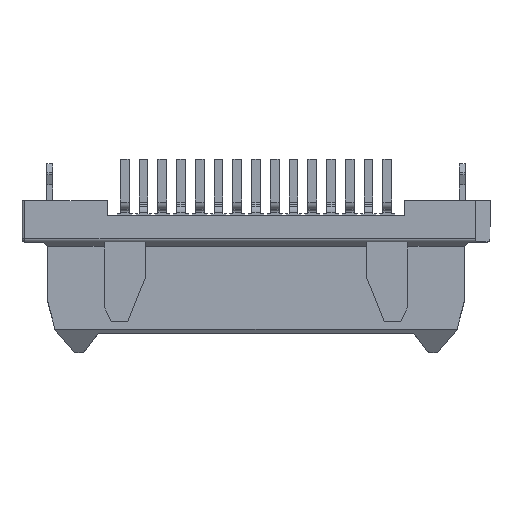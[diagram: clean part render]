
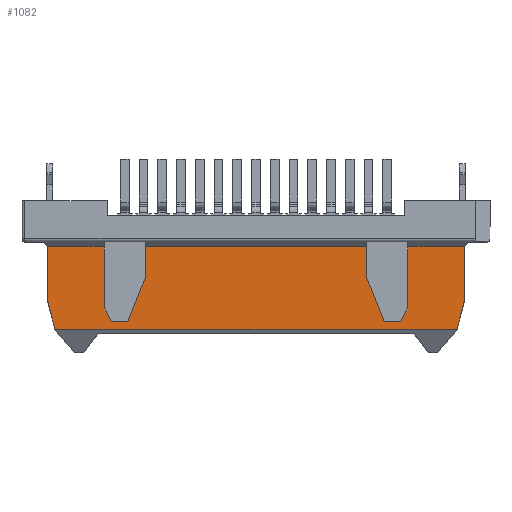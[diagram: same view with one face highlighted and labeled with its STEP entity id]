
A CAD part, top view. The second image highlights one B-rep face of the part: STEP entity #1082.
In plain terms, the highlighted planar face has unit normal (0, 0, 1).
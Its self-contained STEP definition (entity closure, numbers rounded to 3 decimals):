
#1003 = EDGE_CURVE ( 'NONE', #1085, #1004, #8515, .T. ) ;
#1004 = VERTEX_POINT ( 'NONE', #8511 ) ;
#1005 = ORIENTED_EDGE ( 'NONE', *, *, #1006, .T. ) ;
#1006 = EDGE_CURVE ( 'NONE', #1004, #1095, #8510, .T. ) ;
#1048 = VERTEX_POINT ( 'NONE', #8560 ) ;
#1049 = ORIENTED_EDGE ( 'NONE', *, *, #1084, .F. ) ;
#1082 = ADVANCED_FACE ( 'NONE', ( #8628 ), #8627, .F. ) ;
#1083 = EDGE_LOOP ( 'NONE', ( #1093, #1097, #1100, #1103, #1106, #1170, #1173, #1087, #1090, #1109, #1112, #1115, #1118, #1121, #1132, #1049, #1086, #1005 ) ) ;
#1084 = EDGE_CURVE ( 'NONE', #1085, #1048, #8686, .T. ) ;
#1085 = VERTEX_POINT ( 'NONE', #8682 ) ;
#1086 = ORIENTED_EDGE ( 'NONE', *, *, #1003, .T. ) ;
#1087 = ORIENTED_EDGE ( 'NONE', *, *, #1088, .F. ) ;
#1088 = EDGE_CURVE ( 'NONE', #1089, #1175, #8681, .T. ) ;
#1089 = VERTEX_POINT ( 'NONE', #8677 ) ;
#1090 = ORIENTED_EDGE ( 'NONE', *, *, #1091, .F. ) ;
#1091 = EDGE_CURVE ( 'NONE', #1092, #1089, #8676, .T. ) ;
#1092 = VERTEX_POINT ( 'NONE', #8672 ) ;
#1093 = ORIENTED_EDGE ( 'NONE', *, *, #1094, .T. ) ;
#1094 = EDGE_CURVE ( 'NONE', #1095, #1096, #8671, .T. ) ;
#1095 = VERTEX_POINT ( 'NONE', #8667 ) ;
#1096 = VERTEX_POINT ( 'NONE', #8666 ) ;
#1097 = ORIENTED_EDGE ( 'NONE', *, *, #1098, .F. ) ;
#1098 = EDGE_CURVE ( 'NONE', #1099, #1096, #8665, .T. ) ;
#1099 = VERTEX_POINT ( 'NONE', #8661 ) ;
#1100 = ORIENTED_EDGE ( 'NONE', *, *, #1101, .T. ) ;
#1101 = EDGE_CURVE ( 'NONE', #1099, #1102, #8660, .T. ) ;
#1102 = VERTEX_POINT ( 'NONE', #8656 ) ;
#1103 = ORIENTED_EDGE ( 'NONE', *, *, #1104, .T. ) ;
#1104 = EDGE_CURVE ( 'NONE', #1102, #1105, #8716, .T. ) ;
#1105 = VERTEX_POINT ( 'NONE', #8712 ) ;
#1106 = ORIENTED_EDGE ( 'NONE', *, *, #1107, .T. ) ;
#1107 = EDGE_CURVE ( 'NONE', #1105, #1108, #8711, .T. ) ;
#1108 = VERTEX_POINT ( 'NONE', #8707 ) ;
#1109 = ORIENTED_EDGE ( 'NONE', *, *, #1110, .F. ) ;
#1110 = EDGE_CURVE ( 'NONE', #1111, #1092, #8706, .T. ) ;
#1111 = VERTEX_POINT ( 'NONE', #8702 ) ;
#1112 = ORIENTED_EDGE ( 'NONE', *, *, #1113, .T. ) ;
#1113 = EDGE_CURVE ( 'NONE', #1111, #1114, #8701, .T. ) ;
#1114 = VERTEX_POINT ( 'NONE', #8697 ) ;
#1115 = ORIENTED_EDGE ( 'NONE', *, *, #1116, .F. ) ;
#1116 = EDGE_CURVE ( 'NONE', #1117, #1114, #8696, .T. ) ;
#1117 = VERTEX_POINT ( 'NONE', #8692 ) ;
#1118 = ORIENTED_EDGE ( 'NONE', *, *, #1119, .F. ) ;
#1119 = EDGE_CURVE ( 'NONE', #1120, #1117, #8691, .T. ) ;
#1120 = VERTEX_POINT ( 'NONE', #8687 ) ;
#1121 = ORIENTED_EDGE ( 'NONE', *, *, #1122, .F. ) ;
#1122 = EDGE_CURVE ( 'NONE', #1131, #1120, #8181, .T. ) ;
#1131 = VERTEX_POINT ( 'NONE', #8735 ) ;
#1132 = ORIENTED_EDGE ( 'NONE', *, *, #1133, .F. ) ;
#1133 = EDGE_CURVE ( 'NONE', #1048, #1131, #8734, .T. ) ;
#1170 = ORIENTED_EDGE ( 'NONE', *, *, #1171, .F. ) ;
#1171 = EDGE_CURVE ( 'NONE', #1172, #1108, #8790, .T. ) ;
#1172 = VERTEX_POINT ( 'NONE', #8786 ) ;
#1173 = ORIENTED_EDGE ( 'NONE', *, *, #1174, .F. ) ;
#1174 = EDGE_CURVE ( 'NONE', #1175, #1172, #8785, .T. ) ;
#1175 = VERTEX_POINT ( 'NONE', #8781 ) ;
#7428 = DIRECTION ( 'NONE',  ( 1., 0., 0. ) ) ;
#8181 = LINE ( 'NONE', #8187, #8436 ) ;
#8187 = CARTESIAN_POINT ( 'NONE',  ( -8.69, -5.4, 2.95 ) ) ;
#8436 = VECTOR ( 'NONE', #7428, 1000. ) ;
#8507 = DIRECTION ( 'NONE',  ( 0., -1., 0. ) ) ;
#8508 = VECTOR ( 'NONE', #8507, 1000. ) ;
#8509 = CARTESIAN_POINT ( 'NONE',  ( -14.115, 0., 2.95 ) ) ;
#8510 = LINE ( 'NONE', #8509, #8508 ) ;
#8511 = CARTESIAN_POINT ( 'NONE',  ( -14.115, -0.3, 2.95 ) ) ;
#8512 = DIRECTION ( 'NONE',  ( -1., 0., 0. ) ) ;
#8513 = VECTOR ( 'NONE', #8512, 1000. ) ;
#8514 = CARTESIAN_POINT ( 'NONE',  ( -14.115, -0.3, 2.95 ) ) ;
#8515 = LINE ( 'NONE', #8514, #8513 ) ;
#8560 = CARTESIAN_POINT ( 'NONE',  ( -10.29, -4.4, 2.95 ) ) ;
#8623 = DIRECTION ( 'NONE',  ( -1., 0., 0. ) ) ;
#8624 = DIRECTION ( 'NONE',  ( 0., 0., -1. ) ) ;
#8625 = CARTESIAN_POINT ( 'NONE',  ( 14.115, -6.2, 2.95 ) ) ;
#8626 = AXIS2_PLACEMENT_3D ( 'NONE', #8625, #8624, #8623 ) ;
#8627 = PLANE ( 'NONE',  #8626 ) ;
#8628 = FACE_OUTER_BOUND ( 'NONE', #1083, .T. ) ;
#8656 = CARTESIAN_POINT ( 'NONE',  ( 14.115, -4., 2.95 ) ) ;
#8657 = DIRECTION ( 'NONE',  ( 0.254, 0.967, 0. ) ) ;
#8658 = VECTOR ( 'NONE', #8657, 1000. ) ;
#8659 = CARTESIAN_POINT ( 'NONE',  ( 14.115, -4., 2.95 ) ) ;
#8660 = LINE ( 'NONE', #8659, #8658 ) ;
#8661 = CARTESIAN_POINT ( 'NONE',  ( 13.616, -5.9, 2.95 ) ) ;
#8662 = DIRECTION ( 'NONE',  ( -1., 0., 0. ) ) ;
#8663 = VECTOR ( 'NONE', #8662, 1000. ) ;
#8664 = CARTESIAN_POINT ( 'NONE',  ( 15.85, -5.9, 2.95 ) ) ;
#8665 = LINE ( 'NONE', #8664, #8663 ) ;
#8666 = CARTESIAN_POINT ( 'NONE',  ( -13.616, -5.9, 2.95 ) ) ;
#8667 = CARTESIAN_POINT ( 'NONE',  ( -14.115, -4., 2.95 ) ) ;
#8668 = DIRECTION ( 'NONE',  ( 0.254, -0.967, 0. ) ) ;
#8669 = VECTOR ( 'NONE', #8668, 1000. ) ;
#8670 = CARTESIAN_POINT ( 'NONE',  ( -14.115, -4., 2.95 ) ) ;
#8671 = LINE ( 'NONE', #8670, #8669 ) ;
#8672 = CARTESIAN_POINT ( 'NONE',  ( 7.49, -2.4, 2.95 ) ) ;
#8673 = DIRECTION ( 'NONE',  ( 0.371, -0.928, 0. ) ) ;
#8674 = VECTOR ( 'NONE', #8673, 1000. ) ;
#8675 = CARTESIAN_POINT ( 'NONE',  ( 7.49, -2.4, 2.95 ) ) ;
#8676 = LINE ( 'NONE', #8675, #8674 ) ;
#8677 = CARTESIAN_POINT ( 'NONE',  ( 8.69, -5.4, 2.95 ) ) ;
#8678 = DIRECTION ( 'NONE',  ( 1., 0., 0. ) ) ;
#8679 = VECTOR ( 'NONE', #8678, 1000. ) ;
#8680 = CARTESIAN_POINT ( 'NONE',  ( 8.69, -5.4, 2.95 ) ) ;
#8681 = LINE ( 'NONE', #8680, #8679 ) ;
#8682 = CARTESIAN_POINT ( 'NONE',  ( -10.29, -0.3, 2.95 ) ) ;
#8683 = DIRECTION ( 'NONE',  ( 0., -1., 0. ) ) ;
#8684 = VECTOR ( 'NONE', #8683, 1000. ) ;
#8685 = CARTESIAN_POINT ( 'NONE',  ( -10.29, -4.4, 2.95 ) ) ;
#8686 = LINE ( 'NONE', #8685, #8684 ) ;
#8687 = CARTESIAN_POINT ( 'NONE',  ( -8.69, -5.4, 2.95 ) ) ;
#8688 = DIRECTION ( 'NONE',  ( 0.371, 0.928, 0. ) ) ;
#8689 = VECTOR ( 'NONE', #8688, 1000. ) ;
#8690 = CARTESIAN_POINT ( 'NONE',  ( -7.49, -2.4, 2.95 ) ) ;
#8691 = LINE ( 'NONE', #8690, #8689 ) ;
#8692 = CARTESIAN_POINT ( 'NONE',  ( -7.49, -2.4, 2.95 ) ) ;
#8693 = DIRECTION ( 'NONE',  ( 0., 1., 0. ) ) ;
#8694 = VECTOR ( 'NONE', #8693, 1000. ) ;
#8695 = CARTESIAN_POINT ( 'NONE',  ( -7.49, 0., 2.95 ) ) ;
#8696 = LINE ( 'NONE', #8695, #8694 ) ;
#8697 = CARTESIAN_POINT ( 'NONE',  ( -7.49, -0.3, 2.95 ) ) ;
#8698 = DIRECTION ( 'NONE',  ( -1., 0., 0. ) ) ;
#8699 = VECTOR ( 'NONE', #8698, 1000. ) ;
#8700 = CARTESIAN_POINT ( 'NONE',  ( -14.115, -0.3, 2.95 ) ) ;
#8701 = LINE ( 'NONE', #8700, #8699 ) ;
#8702 = CARTESIAN_POINT ( 'NONE',  ( 7.49, -0.3, 2.95 ) ) ;
#8703 = DIRECTION ( 'NONE',  ( 0., -1., 0. ) ) ;
#8704 = VECTOR ( 'NONE', #8703, 1000. ) ;
#8705 = CARTESIAN_POINT ( 'NONE',  ( 7.49, 0., 2.95 ) ) ;
#8706 = LINE ( 'NONE', #8705, #8704 ) ;
#8707 = CARTESIAN_POINT ( 'NONE',  ( 10.29, -0.3, 2.95 ) ) ;
#8708 = DIRECTION ( 'NONE',  ( -1., 0., 0. ) ) ;
#8709 = VECTOR ( 'NONE', #8708, 1000. ) ;
#8710 = CARTESIAN_POINT ( 'NONE',  ( -14.115, -0.3, 2.95 ) ) ;
#8711 = LINE ( 'NONE', #8710, #8709 ) ;
#8712 = CARTESIAN_POINT ( 'NONE',  ( 14.115, -0.3, 2.95 ) ) ;
#8713 = DIRECTION ( 'NONE',  ( 0., 1., 0. ) ) ;
#8714 = VECTOR ( 'NONE', #8713, 1000. ) ;
#8715 = CARTESIAN_POINT ( 'NONE',  ( 14.115, 0., 2.95 ) ) ;
#8716 = LINE ( 'NONE', #8715, #8714 ) ;
#8731 = DIRECTION ( 'NONE',  ( 0.447, -0.894, 0. ) ) ;
#8732 = VECTOR ( 'NONE', #8731, 1000. ) ;
#8733 = CARTESIAN_POINT ( 'NONE',  ( -9.79, -5.4, 2.95 ) ) ;
#8734 = LINE ( 'NONE', #8733, #8732 ) ;
#8735 = CARTESIAN_POINT ( 'NONE',  ( -9.79, -5.4, 2.95 ) ) ;
#8781 = CARTESIAN_POINT ( 'NONE',  ( 9.79, -5.4, 2.95 ) ) ;
#8782 = DIRECTION ( 'NONE',  ( 0.447, 0.894, 0. ) ) ;
#8783 = VECTOR ( 'NONE', #8782, 1000. ) ;
#8784 = CARTESIAN_POINT ( 'NONE',  ( 9.79, -5.4, 2.95 ) ) ;
#8785 = LINE ( 'NONE', #8784, #8783 ) ;
#8786 = CARTESIAN_POINT ( 'NONE',  ( 10.29, -4.4, 2.95 ) ) ;
#8787 = DIRECTION ( 'NONE',  ( 0., 1., 0. ) ) ;
#8788 = VECTOR ( 'NONE', #8787, 1000. ) ;
#8789 = CARTESIAN_POINT ( 'NONE',  ( 10.29, -4.4, 2.95 ) ) ;
#8790 = LINE ( 'NONE', #8789, #8788 ) ;
